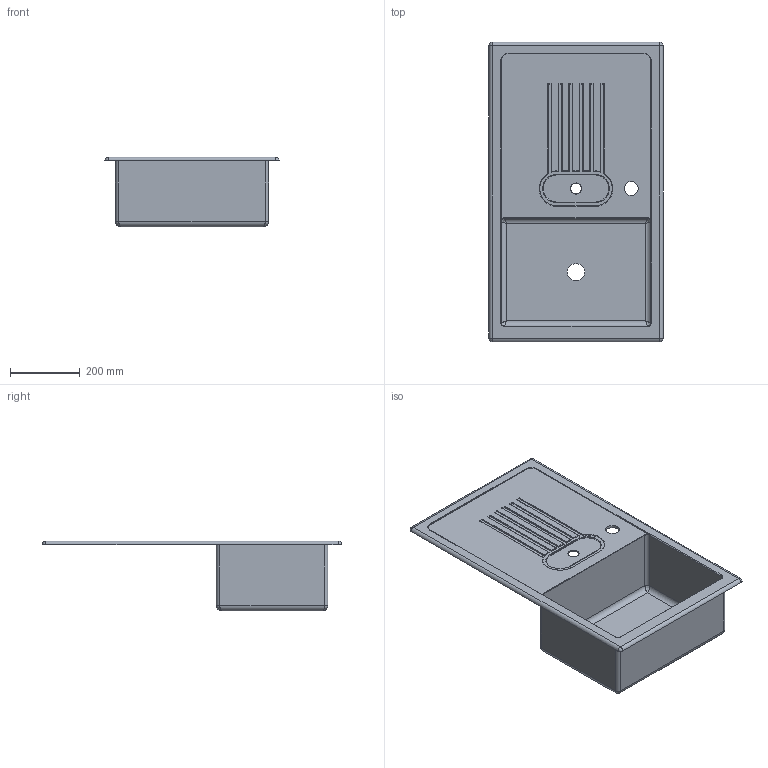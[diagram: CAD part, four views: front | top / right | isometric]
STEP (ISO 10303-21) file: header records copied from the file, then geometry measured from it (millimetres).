
FILE_DESCRIPTION(('CATIA V5 STEP Exchange'),'2;1');
FILE_NAME('Sink30.stp','2017-08-01T14:31:43+00:00',('none'),('none'),'CATIA Version 5 Release 19 GA (IN-10)','CATIA V5 STEP AP203','none');
FILE_SCHEMA(('CONFIG_CONTROL_DESIGN'));
Length unit declared in the file: millimetre
Products named in the file (1): Part1
Bounding box: 500 x 860 x 200 mm (x, y, z)
Volume: 4460270.7 mm3; surface area: 1426256.5 mm2
Topology: 1 solids, 1 shells, 191 faces, 452 edges, 231 vertices
Faces by surface type: cylinder 88, torus 35, sphere 28, bspline 21, plane 19
Entity records: 7930 total; most frequent: CARTESIAN_POINT 4032, ORIENTED_EDGE 832, DIRECTION 670, EDGE_CURVE 416, AXIS2_PLACEMENT_3D 350, VERTEX_POINT 231, EDGE_LOOP 201, ADVANCED_FACE 191
